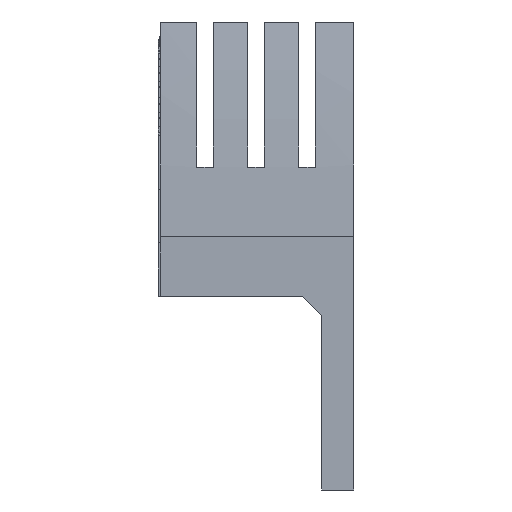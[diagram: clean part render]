
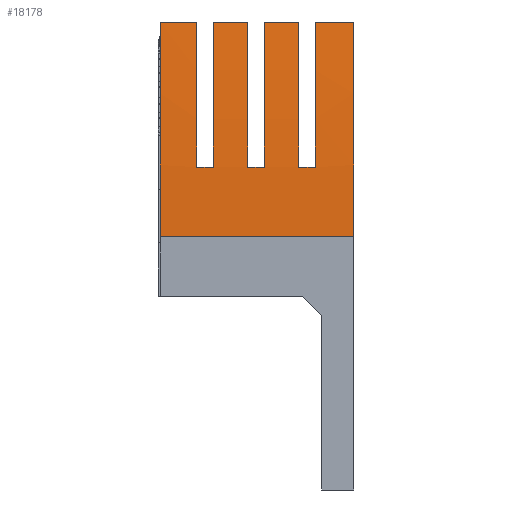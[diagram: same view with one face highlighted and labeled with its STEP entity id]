
A CAD part, left-side view. The second image highlights one B-rep face of the part: STEP entity #18178.
In plain terms, the highlighted cylindrical face has radius 500.356 mm (diameter 1000.71 mm), a partial arc.
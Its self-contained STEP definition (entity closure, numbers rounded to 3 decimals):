
#120 = VERTEX_POINT ( 'NONE', #5120 ) ;
#263 = AXIS2_PLACEMENT_3D ( 'NONE', #15373, #21065, #302 ) ;
#302 = DIRECTION ( 'NONE',  ( 0., 0., 1. ) ) ;
#314 = CARTESIAN_POINT ( 'NONE',  ( -70.022, 0.397, 145. ) ) ;
#365 = CARTESIAN_POINT ( 'NONE',  ( 424.536, 0.397, 69.057 ) ) ;
#407 = EDGE_CURVE ( 'NONE', #22113, #4301, #16901, .T. ) ;
#423 = ORIENTED_EDGE ( 'NONE', *, *, #7844, .T. ) ;
#1203 = VECTOR ( 'NONE', #9288, 1000. ) ;
#1219 = EDGE_CURVE ( 'NONE', #16278, #15429, #22424, .T. ) ;
#1394 = ORIENTED_EDGE ( 'NONE', *, *, #1219, .T. ) ;
#1433 = DIRECTION ( 'NONE',  ( 0., 1., 0. ) ) ;
#1509 = CIRCLE ( 'NONE', #21757, 500.356 ) ;
#1563 = LINE ( 'NONE', #15816, #9193 ) ;
#1710 = ORIENTED_EDGE ( 'NONE', *, *, #3645, .F. ) ;
#1759 = CARTESIAN_POINT ( 'NONE',  ( -74.862, 43.997, 100. ) ) ;
#1862 = EDGE_CURVE ( 'NONE', #18028, #22113, #3695, .T. ) ;
#2178 = ORIENTED_EDGE ( 'NONE', *, *, #21307, .F. ) ;
#2313 = CARTESIAN_POINT ( 'NONE',  ( -75.732, 60.397, 78.424 ) ) ;
#2326 = AXIS2_PLACEMENT_3D ( 'NONE', #21807, #23702, #3218 ) ;
#2558 = LINE ( 'NONE', #5696, #3732 ) ;
#2926 = CIRCLE ( 'NONE', #11228, 500.356 ) ;
#2981 = DIRECTION ( 'NONE',  ( 0., -1., 0. ) ) ;
#3218 = DIRECTION ( 'NONE',  ( 0., 0., 1. ) ) ;
#3270 = VERTEX_POINT ( 'NONE', #19461 ) ;
#3515 = ORIENTED_EDGE ( 'NONE', *, *, #407, .T. ) ;
#3522 = CARTESIAN_POINT ( 'NONE',  ( 424.536, 60.397, 69.057 ) ) ;
#3645 = EDGE_CURVE ( 'NONE', #20589, #3270, #21978, .T. ) ;
#3695 = CIRCLE ( 'NONE', #8276, 500.356 ) ;
#3732 = VECTOR ( 'NONE', #13232, 1000. ) ;
#3840 = DIRECTION ( 'NONE',  ( 0., -1., 0. ) ) ;
#4230 = VERTEX_POINT ( 'NONE', #15133 ) ;
#4301 = VERTEX_POINT ( 'NONE', #21685 ) ;
#4553 = EDGE_CURVE ( 'NONE', #20589, #20548, #1509, .T. ) ;
#4738 = VECTOR ( 'NONE', #17034, 1000. ) ;
#5120 = CARTESIAN_POINT ( 'NONE',  ( -70.022, 43.997, 145. ) ) ;
#5696 = CARTESIAN_POINT ( 'NONE',  ( -70.022, 60.397, 145. ) ) ;
#5702 = ORIENTED_EDGE ( 'NONE', *, *, #17939, .T. ) ;
#6152 = CARTESIAN_POINT ( 'NONE',  ( 424.536, 12.397, 69.057 ) ) ;
#6355 = CARTESIAN_POINT ( 'NONE',  ( -70.022, 33.197, 145. ) ) ;
#6519 = DIRECTION ( 'NONE',  ( 0., 0., -1. ) ) ;
#6542 = AXIS2_PLACEMENT_3D ( 'NONE', #15599, #21223, #6519 ) ;
#6727 = VECTOR ( 'NONE', #22728, 1000. ) ;
#7309 = CARTESIAN_POINT ( 'NONE',  ( -74.862, 17.397, 100. ) ) ;
#7590 = CARTESIAN_POINT ( 'NONE',  ( -74.862, 33.197, 100. ) ) ;
#7775 = LINE ( 'NONE', #7895, #21160 ) ;
#7844 = EDGE_CURVE ( 'NONE', #4230, #15175, #9189, .T. ) ;
#7876 = EDGE_CURVE ( 'NONE', #15122, #4230, #18501, .T. ) ;
#7895 = CARTESIAN_POINT ( 'NONE',  ( -70.022, 60.397, 145. ) ) ;
#7911 = ORIENTED_EDGE ( 'NONE', *, *, #20191, .T. ) ;
#8004 = DIRECTION ( 'NONE',  ( 0., -1., 0. ) ) ;
#8024 = CARTESIAN_POINT ( 'NONE',  ( -70.022, 60.397, 145. ) ) ;
#8102 = DIRECTION ( 'NONE',  ( 0., -1., 0. ) ) ;
#8179 = DIRECTION ( 'NONE',  ( 0., 0., -1. ) ) ;
#8276 = AXIS2_PLACEMENT_3D ( 'NONE', #3522, #3840, #16684 ) ;
#8540 = CIRCLE ( 'NONE', #10148, 500.356 ) ;
#8651 = CYLINDRICAL_SURFACE ( 'NONE', #6542, 500.356 ) ;
#8893 = EDGE_CURVE ( 'NONE', #22452, #22426, #22543, .T. ) ;
#8993 = EDGE_LOOP ( 'NONE', ( #12581, #22508, #5702, #1710, #16027, #17114, #1394, #22748, #7911, #21142, #423, #22167, #19598, #3515, #2178, #18494 ) ) ;
#9052 = DIRECTION ( 'NONE',  ( 0., 1., 0. ) ) ;
#9134 = DIRECTION ( 'NONE',  ( 0., 0., 1. ) ) ;
#9189 = CIRCLE ( 'NONE', #21159, 500.356 ) ;
#9193 = VECTOR ( 'NONE', #22943, 1000. ) ;
#9288 = DIRECTION ( 'NONE',  ( 0., -1., 0. ) ) ;
#9293 = CARTESIAN_POINT ( 'NONE',  ( -70.022, 28.197, 145. ) ) ;
#9756 = CIRCLE ( 'NONE', #15942, 500.356 ) ;
#10148 = AXIS2_PLACEMENT_3D ( 'NONE', #14121, #2981, #15999 ) ;
#11063 = CARTESIAN_POINT ( 'NONE',  ( -74.862, 60.397, 100. ) ) ;
#11066 = CARTESIAN_POINT ( 'NONE',  ( 424.536, 28.197, 69.057 ) ) ;
#11228 = AXIS2_PLACEMENT_3D ( 'NONE', #365, #13144, #18963 ) ;
#11297 = DIRECTION ( 'NONE',  ( 0., -1., 0. ) ) ;
#11784 = VECTOR ( 'NONE', #1433, 1000. ) ;
#11918 = EDGE_CURVE ( 'NONE', #18028, #15175, #2558, .T. ) ;
#12035 = VECTOR ( 'NONE', #8102, 1000. ) ;
#12581 = ORIENTED_EDGE ( 'NONE', *, *, #13908, .T. ) ;
#12680 = FACE_OUTER_BOUND ( 'NONE', #8993, .T. ) ;
#12966 = EDGE_CURVE ( 'NONE', #120, #15429, #7775, .T. ) ;
#13144 = DIRECTION ( 'NONE',  ( 0., -1., 0. ) ) ;
#13195 = CARTESIAN_POINT ( 'NONE',  ( -74.862, 60.397, 100. ) ) ;
#13232 = DIRECTION ( 'NONE',  ( 0., -1., 0. ) ) ;
#13908 = EDGE_CURVE ( 'NONE', #22452, #19452, #9756, .T. ) ;
#14121 = CARTESIAN_POINT ( 'NONE',  ( 424.536, 43.997, 69.057 ) ) ;
#15122 = VERTEX_POINT ( 'NONE', #1759 ) ;
#15133 = CARTESIAN_POINT ( 'NONE',  ( -74.862, 48.997, 100. ) ) ;
#15175 = VERTEX_POINT ( 'NONE', #16169 ) ;
#15318 = CIRCLE ( 'NONE', #263, 500.356 ) ;
#15373 = CARTESIAN_POINT ( 'NONE',  ( 424.536, 17.397, 69.057 ) ) ;
#15429 = VERTEX_POINT ( 'NONE', #6355 ) ;
#15599 = CARTESIAN_POINT ( 'NONE',  ( 424.536, 60.397, 69.057 ) ) ;
#15816 = CARTESIAN_POINT ( 'NONE',  ( -74.862, 60.397, 100. ) ) ;
#15942 = AXIS2_PLACEMENT_3D ( 'NONE', #6152, #8004, #8179 ) ;
#15999 = DIRECTION ( 'NONE',  ( 0., 0., -1. ) ) ;
#16027 = ORIENTED_EDGE ( 'NONE', *, *, #4553, .T. ) ;
#16169 = CARTESIAN_POINT ( 'NONE',  ( -70.022, 48.997, 145. ) ) ;
#16278 = VERTEX_POINT ( 'NONE', #7590 ) ;
#16684 = DIRECTION ( 'NONE',  ( 0., 0., 1. ) ) ;
#16901 = LINE ( 'NONE', #2313, #6727 ) ;
#17008 = CARTESIAN_POINT ( 'NONE',  ( -70.022, 12.397, 145. ) ) ;
#17010 = CARTESIAN_POINT ( 'NONE',  ( -74.862, 12.397, 100. ) ) ;
#17034 = DIRECTION ( 'NONE',  ( 0., 1., 0. ) ) ;
#17070 = DIRECTION ( 'NONE',  ( 0., -1., 0. ) ) ;
#17114 = ORIENTED_EDGE ( 'NONE', *, *, #20276, .T. ) ;
#17241 = CARTESIAN_POINT ( 'NONE',  ( -70.022, 60.397, 145. ) ) ;
#17839 = CARTESIAN_POINT ( 'NONE',  ( -75.732, 60.397, 78.424 ) ) ;
#17939 = EDGE_CURVE ( 'NONE', #21125, #3270, #15318, .T. ) ;
#18028 = VERTEX_POINT ( 'NONE', #17241 ) ;
#18178 = ADVANCED_FACE ( 'NONE', ( #12680 ), #8651, .T. ) ;
#18494 = ORIENTED_EDGE ( 'NONE', *, *, #8893, .F. ) ;
#18501 = LINE ( 'NONE', #11063, #11784 ) ;
#18653 = CARTESIAN_POINT ( 'NONE',  ( -70.022, 60.397, 145. ) ) ;
#18963 = DIRECTION ( 'NONE',  ( 0., 0., 1. ) ) ;
#19043 = EDGE_CURVE ( 'NONE', #19452, #21125, #1563, .T. ) ;
#19452 = VERTEX_POINT ( 'NONE', #17010 ) ;
#19461 = CARTESIAN_POINT ( 'NONE',  ( -70.022, 17.397, 145. ) ) ;
#19598 = ORIENTED_EDGE ( 'NONE', *, *, #1862, .T. ) ;
#20191 = EDGE_CURVE ( 'NONE', #120, #15122, #8540, .T. ) ;
#20253 = CARTESIAN_POINT ( 'NONE',  ( 424.536, 48.997, 69.057 ) ) ;
#20276 = EDGE_CURVE ( 'NONE', #20548, #16278, #21950, .T. ) ;
#20344 = DIRECTION ( 'NONE',  ( 0., 0., -1. ) ) ;
#20548 = VERTEX_POINT ( 'NONE', #20579 ) ;
#20579 = CARTESIAN_POINT ( 'NONE',  ( -74.862, 28.197, 100. ) ) ;
#20589 = VERTEX_POINT ( 'NONE', #9293 ) ;
#21065 = DIRECTION ( 'NONE',  ( 0., 1., 0. ) ) ;
#21125 = VERTEX_POINT ( 'NONE', #7309 ) ;
#21142 = ORIENTED_EDGE ( 'NONE', *, *, #7876, .T. ) ;
#21159 = AXIS2_PLACEMENT_3D ( 'NONE', #20253, #9052, #9134 ) ;
#21160 = VECTOR ( 'NONE', #17070, 1000. ) ;
#21223 = DIRECTION ( 'NONE',  ( 0., -1., 0. ) ) ;
#21307 = EDGE_CURVE ( 'NONE', #22426, #4301, #2926, .T. ) ;
#21685 = CARTESIAN_POINT ( 'NONE',  ( -75.732, 0.397, 78.424 ) ) ;
#21757 = AXIS2_PLACEMENT_3D ( 'NONE', #11066, #11297, #20344 ) ;
#21807 = CARTESIAN_POINT ( 'NONE',  ( 424.536, 33.197, 69.057 ) ) ;
#21950 = LINE ( 'NONE', #13195, #4738 ) ;
#21978 = LINE ( 'NONE', #8024, #12035 ) ;
#22113 = VERTEX_POINT ( 'NONE', #17839 ) ;
#22167 = ORIENTED_EDGE ( 'NONE', *, *, #11918, .F. ) ;
#22424 = CIRCLE ( 'NONE', #2326, 500.356 ) ;
#22426 = VERTEX_POINT ( 'NONE', #314 ) ;
#22452 = VERTEX_POINT ( 'NONE', #17008 ) ;
#22508 = ORIENTED_EDGE ( 'NONE', *, *, #19043, .T. ) ;
#22543 = LINE ( 'NONE', #18653, #1203 ) ;
#22728 = DIRECTION ( 'NONE',  ( 0., -1., 0. ) ) ;
#22748 = ORIENTED_EDGE ( 'NONE', *, *, #12966, .F. ) ;
#22943 = DIRECTION ( 'NONE',  ( 0., 1., 0. ) ) ;
#23702 = DIRECTION ( 'NONE',  ( 0., 1., 0. ) ) ;
